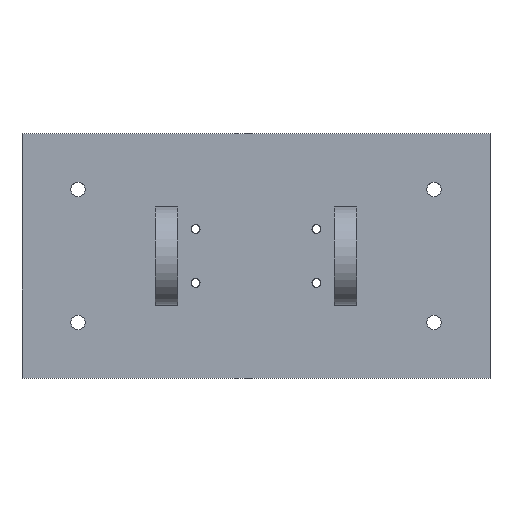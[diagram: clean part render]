
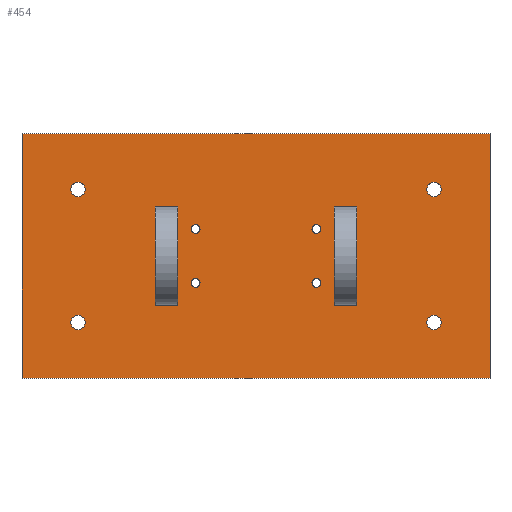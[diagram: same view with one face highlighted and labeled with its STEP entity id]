
A CAD part, top view. The second image highlights one B-rep face of the part: STEP entity #454.
In plain terms, the highlighted planar face has unit normal (0, 0, 1).
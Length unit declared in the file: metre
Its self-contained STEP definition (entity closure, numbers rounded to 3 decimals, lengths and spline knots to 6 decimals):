
#24=LINE('',#683,#56);
#25=LINE('',#686,#57);
#26=LINE('',#688,#58);
#27=LINE('',#690,#59);
#28=LINE('',#691,#60);
#29=LINE('',#694,#61);
#30=LINE('',#696,#62);
#31=LINE('',#698,#63);
#32=LINE('',#707,#64);
#33=LINE('',#710,#65);
#34=LINE('',#712,#66);
#35=LINE('',#714,#67);
#56=VECTOR('',#551,1.);
#57=VECTOR('',#552,1.);
#58=VECTOR('',#553,1.);
#59=VECTOR('',#554,1.);
#60=VECTOR('',#555,1.);
#61=VECTOR('',#556,1.);
#62=VECTOR('',#557,1.);
#63=VECTOR('',#558,1.);
#64=VECTOR('',#567,1.);
#65=VECTOR('',#568,1.);
#66=VECTOR('',#569,1.);
#67=VECTOR('',#570,1.);
#88=ORIENTED_EDGE('',*,*,#200,.T.);
#89=ORIENTED_EDGE('',*,*,#201,.F.);
#90=ORIENTED_EDGE('',*,*,#202,.F.);
#91=ORIENTED_EDGE('',*,*,#203,.F.);
#92=ORIENTED_EDGE('',*,*,#204,.F.);
#93=ORIENTED_EDGE('',*,*,#205,.F.);
#94=ORIENTED_EDGE('',*,*,#206,.F.);
#95=ORIENTED_EDGE('',*,*,#207,.T.);
#96=ORIENTED_EDGE('',*,*,#208,.T.);
#97=ORIENTED_EDGE('',*,*,#209,.F.);
#98=ORIENTED_EDGE('',*,*,#210,.F.);
#99=ORIENTED_EDGE('',*,*,#211,.T.);
#100=ORIENTED_EDGE('',*,*,#212,.F.);
#101=ORIENTED_EDGE('',*,*,#213,.T.);
#102=ORIENTED_EDGE('',*,*,#214,.T.);
#103=ORIENTED_EDGE('',*,*,#215,.T.);
#104=ORIENTED_EDGE('',*,*,#216,.T.);
#105=ORIENTED_EDGE('',*,*,#217,.T.);
#106=ORIENTED_EDGE('',*,*,#218,.F.);
#107=ORIENTED_EDGE('',*,*,#219,.T.);
#200=EDGE_CURVE('',#256,#256,#300,.T.);
#201=EDGE_CURVE('',#257,#257,#301,.T.);
#202=EDGE_CURVE('',#258,#259,#24,.T.);
#203=EDGE_CURVE('',#260,#258,#25,.T.);
#204=EDGE_CURVE('',#261,#260,#26,.T.);
#205=EDGE_CURVE('',#259,#261,#27,.T.);
#206=EDGE_CURVE('',#262,#263,#28,.T.);
#207=EDGE_CURVE('',#262,#264,#29,.T.);
#208=EDGE_CURVE('',#264,#265,#30,.T.);
#209=EDGE_CURVE('',#263,#265,#31,.T.);
#210=EDGE_CURVE('',#266,#266,#302,.T.);
#211=EDGE_CURVE('',#267,#267,#303,.T.);
#212=EDGE_CURVE('',#268,#268,#304,.T.);
#213=EDGE_CURVE('',#269,#269,#305,.T.);
#214=EDGE_CURVE('',#270,#271,#32,.T.);
#215=EDGE_CURVE('',#271,#272,#33,.T.);
#216=EDGE_CURVE('',#272,#273,#34,.T.);
#217=EDGE_CURVE('',#273,#270,#35,.T.);
#218=EDGE_CURVE('',#274,#274,#306,.T.);
#219=EDGE_CURVE('',#275,#275,#307,.T.);
#256=VERTEX_POINT('',#680);
#257=VERTEX_POINT('',#682);
#258=VERTEX_POINT('',#684);
#259=VERTEX_POINT('',#685);
#260=VERTEX_POINT('',#687);
#261=VERTEX_POINT('',#689);
#262=VERTEX_POINT('',#692);
#263=VERTEX_POINT('',#693);
#264=VERTEX_POINT('',#695);
#265=VERTEX_POINT('',#697);
#266=VERTEX_POINT('',#700);
#267=VERTEX_POINT('',#702);
#268=VERTEX_POINT('',#704);
#269=VERTEX_POINT('',#706);
#270=VERTEX_POINT('',#708);
#271=VERTEX_POINT('',#709);
#272=VERTEX_POINT('',#711);
#273=VERTEX_POINT('',#713);
#274=VERTEX_POINT('',#716);
#275=VERTEX_POINT('',#718);
#300=CIRCLE('',#494,0.001);
#301=CIRCLE('',#495,0.001);
#302=CIRCLE('',#496,0.0016);
#303=CIRCLE('',#497,0.0016);
#304=CIRCLE('',#498,0.0016);
#305=CIRCLE('',#499,0.0016);
#306=CIRCLE('',#500,0.001);
#307=CIRCLE('',#501,0.001);
#324=EDGE_LOOP('',(#88));
#325=EDGE_LOOP('',(#89));
#326=EDGE_LOOP('',(#90,#91,#92,#93));
#327=EDGE_LOOP('',(#94,#95,#96,#97));
#328=EDGE_LOOP('',(#98));
#329=EDGE_LOOP('',(#99));
#330=EDGE_LOOP('',(#100));
#331=EDGE_LOOP('',(#101));
#332=EDGE_LOOP('',(#102,#103,#104,#105));
#333=EDGE_LOOP('',(#106));
#334=EDGE_LOOP('',(#107));
#382=FACE_BOUND('',#324,.T.);
#383=FACE_BOUND('',#325,.T.);
#384=FACE_BOUND('',#326,.T.);
#385=FACE_BOUND('',#327,.T.);
#386=FACE_BOUND('',#328,.T.);
#387=FACE_BOUND('',#329,.T.);
#388=FACE_BOUND('',#330,.T.);
#389=FACE_BOUND('',#331,.T.);
#390=FACE_BOUND('',#332,.T.);
#391=FACE_BOUND('',#333,.T.);
#392=FACE_BOUND('',#334,.T.);
#440=PLANE('',#493);
#454=ADVANCED_FACE('',(#382,#383,#384,#385,#386,#387,#388,#389,#390,#391,
#392),#440,.T.);
#493=AXIS2_PLACEMENT_3D('',#678,#545,#546);
#494=AXIS2_PLACEMENT_3D('',#679,#547,#548);
#495=AXIS2_PLACEMENT_3D('',#681,#549,#550);
#496=AXIS2_PLACEMENT_3D('',#699,#559,#560);
#497=AXIS2_PLACEMENT_3D('',#701,#561,#562);
#498=AXIS2_PLACEMENT_3D('',#703,#563,#564);
#499=AXIS2_PLACEMENT_3D('',#705,#565,#566);
#500=AXIS2_PLACEMENT_3D('',#715,#571,#572);
#501=AXIS2_PLACEMENT_3D('',#717,#573,#574);
#545=DIRECTION('',(0.,0.,1.));
#546=DIRECTION('',(1.,0.,0.));
#547=DIRECTION('',(0.,0.,-1.));
#548=DIRECTION('',(1.,0.,0.));
#549=DIRECTION('',(0.,0.,1.));
#550=DIRECTION('',(1.,0.,0.));
#551=DIRECTION('',(1.,0.,0.));
#552=DIRECTION('',(0.,-1.,0.));
#553=DIRECTION('',(-1.,0.,0.));
#554=DIRECTION('',(0.,1.,0.));
#555=DIRECTION('',(0.,-1.,0.));
#556=DIRECTION('',(-1.,0.,0.));
#557=DIRECTION('',(0.,-1.,0.));
#558=DIRECTION('',(-1.,0.,0.));
#559=DIRECTION('',(0.,0.,1.));
#560=DIRECTION('',(1.,0.,0.));
#561=DIRECTION('',(0.,0.,-1.));
#562=DIRECTION('',(1.,0.,0.));
#563=DIRECTION('',(0.,0.,1.));
#564=DIRECTION('',(1.,0.,0.));
#565=DIRECTION('',(0.,0.,-1.));
#566=DIRECTION('',(1.,0.,0.));
#567=DIRECTION('',(-1.,0.,0.));
#568=DIRECTION('',(0.,1.,0.));
#569=DIRECTION('',(1.,0.,0.));
#570=DIRECTION('',(0.,-1.,0.));
#571=DIRECTION('',(0.,0.,1.));
#572=DIRECTION('',(1.,0.,0.));
#573=DIRECTION('',(0.,0.,-1.));
#574=DIRECTION('',(1.,0.,0.));
#678=CARTESIAN_POINT('',(0.,0.,0.0027));
#679=CARTESIAN_POINT('',(-0.0135,-0.006,0.0027));
#680=CARTESIAN_POINT('',(-0.0125,-0.006,0.0027));
#681=CARTESIAN_POINT('',(-0.0135,0.006,0.0027));
#682=CARTESIAN_POINT('',(-0.0125,0.006,0.0027));
#683=CARTESIAN_POINT('',(-0.02,-0.011,0.0027));
#684=CARTESIAN_POINT('',(-0.0225,-0.011,0.0027));
#685=CARTESIAN_POINT('',(-0.0175,-0.011,0.0027));
#686=CARTESIAN_POINT('',(-0.0225,0.,0.0027));
#687=CARTESIAN_POINT('',(-0.0225,0.011,0.0027));
#688=CARTESIAN_POINT('',(-0.02,0.011,0.0027));
#689=CARTESIAN_POINT('',(-0.0175,0.011,0.0027));
#690=CARTESIAN_POINT('',(-0.0175,0.,0.0027));
#691=CARTESIAN_POINT('',(0.05225,0.,0.0027));
#692=CARTESIAN_POINT('',(0.05225,0.02725,0.0027));
#693=CARTESIAN_POINT('',(0.05225,-0.02725,0.0027));
#694=CARTESIAN_POINT('',(0.,0.02725,0.0027));
#695=CARTESIAN_POINT('',(-0.05225,0.02725,0.0027));
#696=CARTESIAN_POINT('',(-0.05225,0.,0.0027));
#697=CARTESIAN_POINT('',(-0.05225,-0.02725,0.0027));
#698=CARTESIAN_POINT('',(0.,-0.02725,0.0027));
#699=CARTESIAN_POINT('',(0.03975,0.01485,0.0027));
#700=CARTESIAN_POINT('',(0.04135,0.01485,0.0027));
#701=CARTESIAN_POINT('',(-0.03975,0.01485,0.0027));
#702=CARTESIAN_POINT('',(-0.03815,0.01485,0.0027));
#703=CARTESIAN_POINT('',(-0.03975,-0.01485,0.0027));
#704=CARTESIAN_POINT('',(-0.03815,-0.01485,0.0027));
#705=CARTESIAN_POINT('',(0.03975,-0.01485,0.0027));
#706=CARTESIAN_POINT('',(0.04135,-0.01485,0.0027));
#707=CARTESIAN_POINT('',(0.02,-0.011,0.0027));
#708=CARTESIAN_POINT('',(0.0225,-0.011,0.0027));
#709=CARTESIAN_POINT('',(0.0175,-0.011,0.0027));
#710=CARTESIAN_POINT('',(0.0175,0.,0.0027));
#711=CARTESIAN_POINT('',(0.0175,0.011,0.0027));
#712=CARTESIAN_POINT('',(0.02,0.011,0.0027));
#713=CARTESIAN_POINT('',(0.0225,0.011,0.0027));
#714=CARTESIAN_POINT('',(0.0225,0.,0.0027));
#715=CARTESIAN_POINT('',(0.0135,-0.006,0.0027));
#716=CARTESIAN_POINT('',(0.0145,-0.006,0.0027));
#717=CARTESIAN_POINT('',(0.0135,0.006,0.0027));
#718=CARTESIAN_POINT('',(0.0145,0.006,0.0027));
